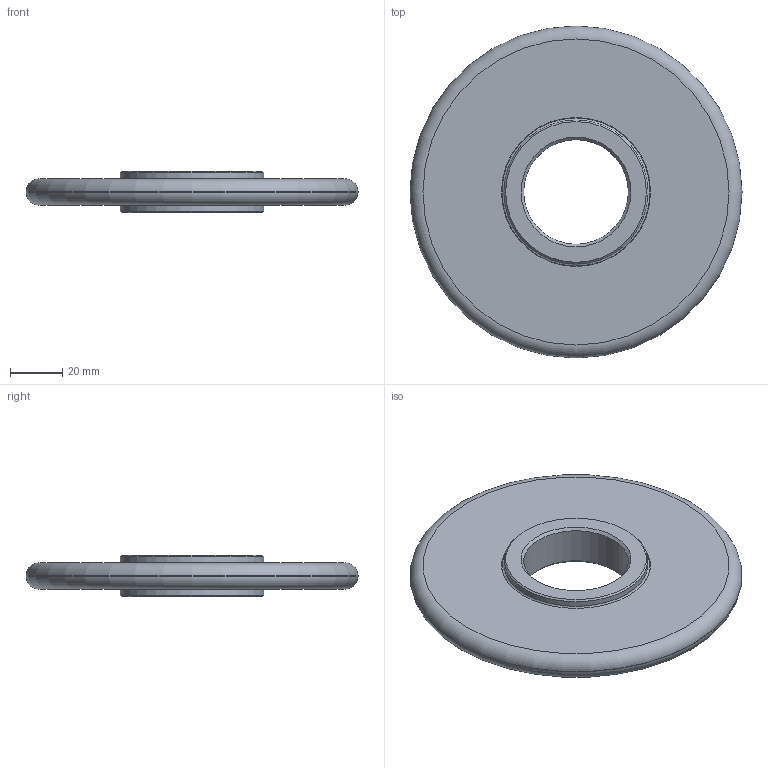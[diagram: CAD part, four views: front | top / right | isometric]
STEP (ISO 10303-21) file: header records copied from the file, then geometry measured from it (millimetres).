
FILE_DESCRIPTION(/* description */ ('3-D model version:1'),/* implementation_level */ '2;1');
FILE_NAME(/* name */ 'N331.32-127S40EMQ',/* time_stamp */ '2013-08-27T14:03:50+02:00',/* author */ ('CappDp'),/* organization */ ('AB Sandvik Coromant'),/* preprocessor_version */ 'ST-DEVELOPER v11',/* originating_system */ 'SIEMENS UGS NX 6.0',/* authorisation */ '');
FILE_SCHEMA (('AP203_CONFIGURATION_CONTROLLED_3D_DESIGN_OF_MECHANICAL_PARTS_AND_ASSEMBLIES_MIM_LF'));
Length unit declared in the file: millimetre
Products named in the file (1): 9307_2_3D
Bounding box: 127 x 127 x 16 mm (x, y, z)
Volume: 194797.1 mm3; surface area: 49827 mm2
Topology: 2 solids, 2 shells, 22 faces, 38 edges, 22 vertices
Faces by surface type: torus 6, cylinder 6, plane 6, cone 4
Full cylindrical faces by diameter (mm): 40.013 x1, 55 x2, 57 x1, 121.278 x1, 127 x1
Entity records: 554 total; most frequent: DIRECTION 90, CARTESIAN_POINT 67, AXIS2_PLACEMENT_3D 45, FACE_BOUND 44, EDGE_LOOP 44, ORIENTED_EDGE 44, ADVANCED_FACE 22, VERTEX_POINT 22
